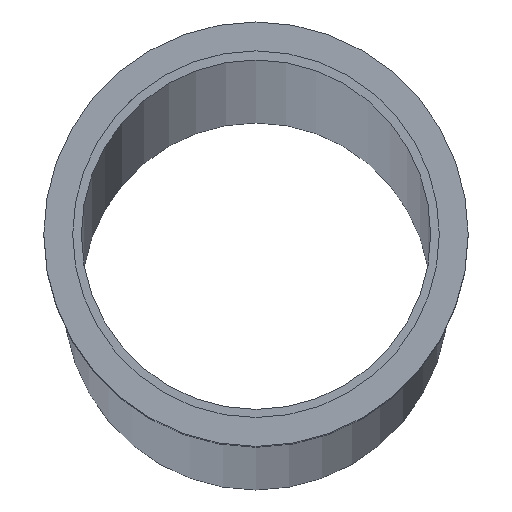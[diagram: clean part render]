
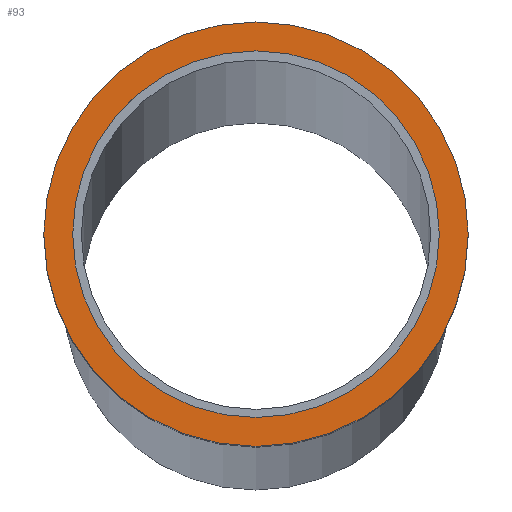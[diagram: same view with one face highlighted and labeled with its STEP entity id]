
A CAD part, top view. The second image highlights one B-rep face of the part: STEP entity #93.
In plain terms, the highlighted face is planar.
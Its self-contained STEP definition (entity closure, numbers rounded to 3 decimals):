
#3 = EDGE_CURVE ( 'NONE', #248, #51, #14, .T. ) ;
#14 = CIRCLE ( 'NONE', #407, 15.25 ) ;
#22 = DIRECTION ( 'NONE',  ( -1., 0., 0. ) ) ;
#32 = DIRECTION ( 'NONE',  ( 0., 0., 1. ) ) ;
#51 = VERTEX_POINT ( 'NONE', #125 ) ;
#84 = ORIENTED_EDGE ( 'NONE', *, *, #3, .T. ) ;
#93 = ADVANCED_FACE ( 'NONE', ( #128, #389 ), #221, .F. ) ;
#95 = EDGE_CURVE ( 'NONE', #136, #171, #206, .T. ) ;
#100 = DIRECTION ( 'NONE',  ( -1., 0., 0. ) ) ;
#119 = AXIS2_PLACEMENT_3D ( 'NONE', #308, #379, #32 ) ;
#125 = CARTESIAN_POINT ( 'NONE',  ( 22.5, 0., 15.25 ) ) ;
#128 = FACE_OUTER_BOUND ( 'NONE', #364, .T. ) ;
#136 = VERTEX_POINT ( 'NONE', #346 ) ;
#164 = DIRECTION ( 'NONE',  ( 0., 0., 1. ) ) ;
#171 = VERTEX_POINT ( 'NONE', #423 ) ;
#185 = ORIENTED_EDGE ( 'NONE', *, *, #394, .F. ) ;
#202 = ORIENTED_EDGE ( 'NONE', *, *, #95, .F. ) ;
#204 = CARTESIAN_POINT ( 'NONE',  ( 22.5, 17.65, 0. ) ) ;
#206 = CIRCLE ( 'NONE', #119, 17.65 ) ;
#218 = AXIS2_PLACEMENT_3D ( 'NONE', #234, #22, #164 ) ;
#221 = PLANE ( 'NONE',  #378 ) ;
#233 = DIRECTION ( 'NONE',  ( 0., 0., 1. ) ) ;
#234 = CARTESIAN_POINT ( 'NONE',  ( 22.5, 0., 0. ) ) ;
#248 = VERTEX_POINT ( 'NONE', #271 ) ;
#266 = DIRECTION ( 'NONE',  ( 0., 0., 1. ) ) ;
#271 = CARTESIAN_POINT ( 'NONE',  ( 22.5, 0., -15.25 ) ) ;
#308 = CARTESIAN_POINT ( 'NONE',  ( 22.5, 0., 0. ) ) ;
#310 = CIRCLE ( 'NONE', #380, 17.65 ) ;
#317 = EDGE_LOOP ( 'NONE', ( #411, #84 ) ) ;
#339 = DIRECTION ( 'NONE',  ( -1., 0., 0. ) ) ;
#344 = DIRECTION ( 'NONE',  ( 0., 0., 1. ) ) ;
#346 = CARTESIAN_POINT ( 'NONE',  ( 22.5, 0., 17.65 ) ) ;
#364 = EDGE_LOOP ( 'NONE', ( #202, #185 ) ) ;
#378 = AXIS2_PLACEMENT_3D ( 'NONE', #204, #100, #344 ) ;
#379 = DIRECTION ( 'NONE',  ( -1., 0., 0. ) ) ;
#380 = AXIS2_PLACEMENT_3D ( 'NONE', #429, #437, #266 ) ;
#389 = FACE_BOUND ( 'NONE', #317, .T. ) ;
#394 = EDGE_CURVE ( 'NONE', #171, #136, #310, .T. ) ;
#407 = AXIS2_PLACEMENT_3D ( 'NONE', #432, #339, #233 ) ;
#411 = ORIENTED_EDGE ( 'NONE', *, *, #416, .T. ) ;
#416 = EDGE_CURVE ( 'NONE', #51, #248, #420, .T. ) ;
#420 = CIRCLE ( 'NONE', #218, 15.25 ) ;
#423 = CARTESIAN_POINT ( 'NONE',  ( 22.5, 0., -17.65 ) ) ;
#429 = CARTESIAN_POINT ( 'NONE',  ( 22.5, 0., 0. ) ) ;
#432 = CARTESIAN_POINT ( 'NONE',  ( 22.5, 0., 0. ) ) ;
#437 = DIRECTION ( 'NONE',  ( -1., 0., 0. ) ) ;
